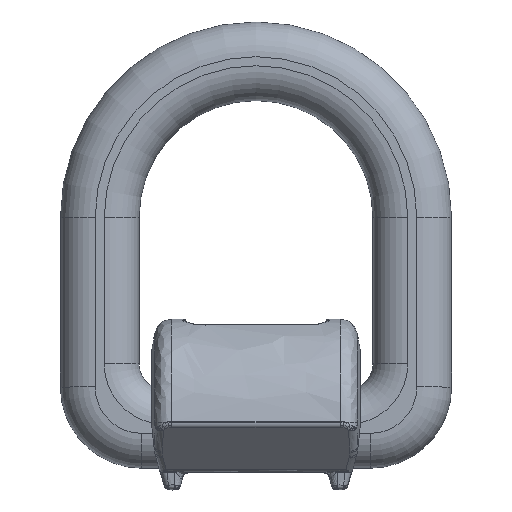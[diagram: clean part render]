
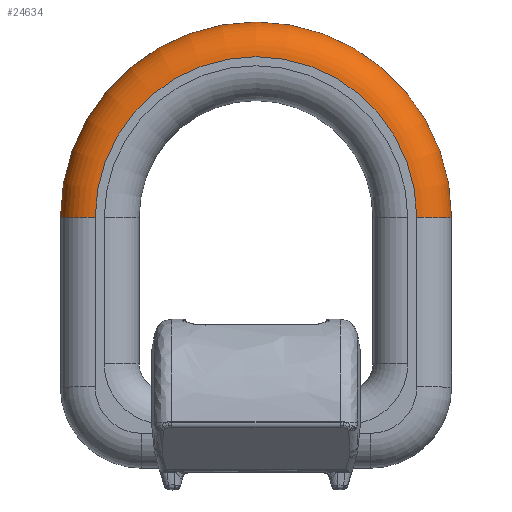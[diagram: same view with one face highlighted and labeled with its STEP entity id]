
A CAD part, top view. The second image highlights one B-rep face of the part: STEP entity #24634.
In plain terms, the highlighted toroidal (fillet/blend) face has major radius 27.75 mm and minor radius 6 mm.
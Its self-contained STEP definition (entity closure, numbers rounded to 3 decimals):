
#22 = VERTEX_POINT ( 'NONE', #12303 ) ;
#785 = DIRECTION ( 'NONE',  ( 0., -1., 0. ) ) ;
#1190 = CARTESIAN_POINT ( 'NONE',  ( 0., 0., 0.75 ) ) ;
#1516 = CIRCLE ( 'NONE', #2469, 6. ) ;
#1687 = CIRCLE ( 'NONE', #2142, 6. ) ;
#1849 = EDGE_CURVE ( 'NONE', #10927, #3911, #1687, .T. ) ;
#2142 = AXIS2_PLACEMENT_3D ( 'NONE', #22380, #24622, #22231 ) ;
#2469 = AXIS2_PLACEMENT_3D ( 'NONE', #12067, #785, #16516 ) ;
#2915 = EDGE_CURVE ( 'NONE', #21053, #10927, #28274, .T. ) ;
#3911 = VERTEX_POINT ( 'NONE', #26616 ) ;
#3985 = TOROIDAL_SURFACE ( 'NONE', #28624, 27.75, 6. ) ;
#6409 = AXIS2_PLACEMENT_3D ( 'NONE', #22237, #29083, #8781 ) ;
#8781 = DIRECTION ( 'NONE',  ( 1., 0., 0. ) ) ;
#10675 = ORIENTED_EDGE ( 'NONE', *, *, #22770, .F. ) ;
#10927 = VERTEX_POINT ( 'NONE', #23711 ) ;
#10963 = ORIENTED_EDGE ( 'NONE', *, *, #1849, .F. ) ;
#11374 = EDGE_CURVE ( 'NONE', #22, #21053, #1516, .T. ) ;
#12035 = CARTESIAN_POINT ( 'NONE',  ( 0., 0., 6.75 ) ) ;
#12067 = CARTESIAN_POINT ( 'NONE',  ( 27.75, 0., 0.75 ) ) ;
#12303 = CARTESIAN_POINT ( 'NONE',  ( 33.75, 0., 0.75 ) ) ;
#12454 = DIRECTION ( 'NONE',  ( 0., 0., 1. ) ) ;
#14401 = DIRECTION ( 'NONE',  ( 1., 0., 0. ) ) ;
#16516 = DIRECTION ( 'NONE',  ( 0., 0., -1. ) ) ;
#16935 = DIRECTION ( 'NONE',  ( 0., 0., 1. ) ) ;
#18850 = EDGE_LOOP ( 'NONE', ( #27330, #10675, #10963, #23682 ) ) ;
#19561 = AXIS2_PLACEMENT_3D ( 'NONE', #12035, #12454, #14401 ) ;
#21053 = VERTEX_POINT ( 'NONE', #23914 ) ;
#21495 = FACE_OUTER_BOUND ( 'NONE', #18850, .T. ) ;
#22231 = DIRECTION ( 'NONE',  ( 0., 0., -1. ) ) ;
#22237 = CARTESIAN_POINT ( 'NONE',  ( 0., 0., 0.75 ) ) ;
#22380 = CARTESIAN_POINT ( 'NONE',  ( -27.75, 0., 0.75 ) ) ;
#22770 = EDGE_CURVE ( 'NONE', #3911, #22, #25830, .T. ) ;
#23682 = ORIENTED_EDGE ( 'NONE', *, *, #2915, .F. ) ;
#23711 = CARTESIAN_POINT ( 'NONE',  ( -27.75, 0., 6.75 ) ) ;
#23914 = CARTESIAN_POINT ( 'NONE',  ( 27.75, 0., 6.75 ) ) ;
#24622 = DIRECTION ( 'NONE',  ( 0., -1., 0. ) ) ;
#24634 = ADVANCED_FACE ( 'NONE', ( #21495 ), #3985, .T. ) ;
#25830 = CIRCLE ( 'NONE', #6409, 33.75 ) ;
#26616 = CARTESIAN_POINT ( 'NONE',  ( -33.75, 0., 0.75 ) ) ;
#27330 = ORIENTED_EDGE ( 'NONE', *, *, #11374, .F. ) ;
#28217 = DIRECTION ( 'NONE',  ( 1., 0., 0. ) ) ;
#28274 = CIRCLE ( 'NONE', #19561, 27.75 ) ;
#28624 = AXIS2_PLACEMENT_3D ( 'NONE', #1190, #16935, #28217 ) ;
#29083 = DIRECTION ( 'NONE',  ( 0., 0., -1. ) ) ;
